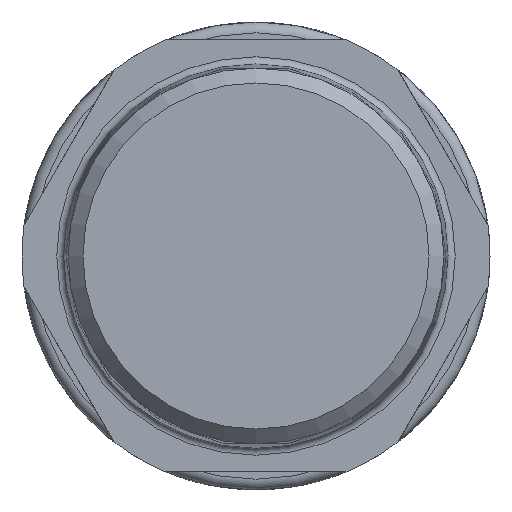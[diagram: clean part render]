
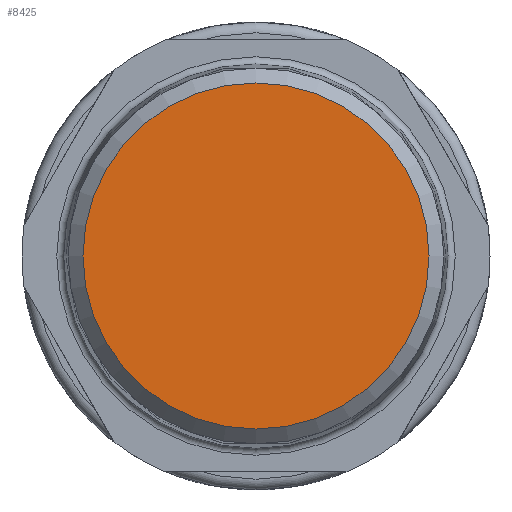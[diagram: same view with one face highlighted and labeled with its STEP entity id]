
A CAD part, left-side view. The second image highlights one B-rep face of the part: STEP entity #8425.
In plain terms, the highlighted planar face has unit normal (-1, 0, 0).
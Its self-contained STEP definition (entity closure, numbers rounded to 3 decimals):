
#1753=FACE_OUTER_BOUND('',#2200,.T.);
#2200=EDGE_LOOP('',(#7348));
#2771=CIRCLE('',#9438,12.017);
#3617=VERTEX_POINT('',#17826);
#4870=EDGE_CURVE('',#3617,#3617,#2771,.T.);
#7348=ORIENTED_EDGE('',*,*,#4870,.F.);
#7574=PLANE('',#9437);
#8425=ADVANCED_FACE('',(#1753),#7574,.T.);
#9437=AXIS2_PLACEMENT_3D('',#17825,#11663,#11664);
#9438=AXIS2_PLACEMENT_3D('',#17827,#11665,#11666);
#11663=DIRECTION('center_axis',(-1.,0.,0.));
#11664=DIRECTION('ref_axis',(0.,0.,
-1.));
#11665=DIRECTION('center_axis',(1.,0.,0.));
#11666=DIRECTION('ref_axis',(0.,1.,0.));
#17825=CARTESIAN_POINT('Origin',(-21.4,-13.017,0.));
#17826=CARTESIAN_POINT('',(-21.4,-12.017,0.));
#17827=CARTESIAN_POINT('Origin',(-21.4,0.,0.));
